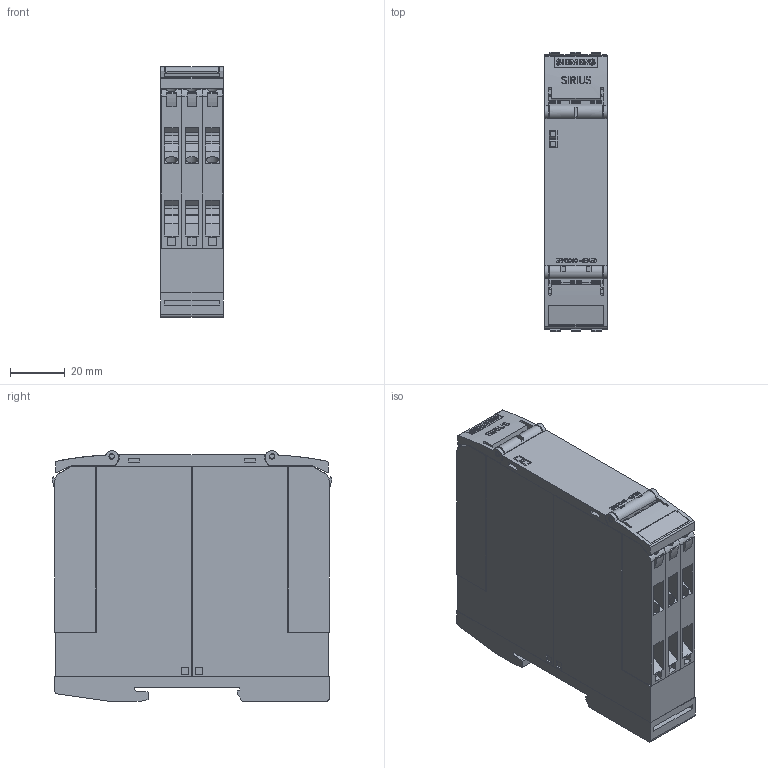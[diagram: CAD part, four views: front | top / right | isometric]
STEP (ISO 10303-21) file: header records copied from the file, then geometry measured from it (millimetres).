
FILE_DESCRIPTION(('STEP AP214'),'1');
FILE_NAME('cctmp_8A720DC1-A6E0-4D57-9BC5-EE444C9F9E4A_2023_07_21_09_42_41_0289..stp','2023-07-21T07:42:43',('SIEMENS A&D'),('CADClick - www.CADClick.com'),'Spatial InterOp 3D postprocessed',' ','unknown authorization');
FILE_SCHEMA(('AUTOMOTIVE_DESIGN'));
Length unit declared in the file: millimetre
Products named in the file (1): 2023_07_21_09_42_41_0208
Bounding box: 22.8 x 101.9 x 91.42 mm (x, y, z)
Volume: 184332.1 mm3; surface area: 54946.7 mm2
Topology: 1 solids, 1 shells, 1615 faces, 4489 edges, 2978 vertices
Faces by surface type: plane 1294, cylinder 269, cone 36, torus 16
Entity records: 87023 total; most frequent: CARTESIAN_POINT 10293, STYLED_ITEM 9075, PRESENTATION_STYLE_ASSIGNMENT 9075, ORIENTED_EDGE 8962, DIRECTION 8342, EDGE_CURVE 4481, CURVE_STYLE 4481, DRAUGHTING_PRE_DEFINED_CURVE_FONT 4481
